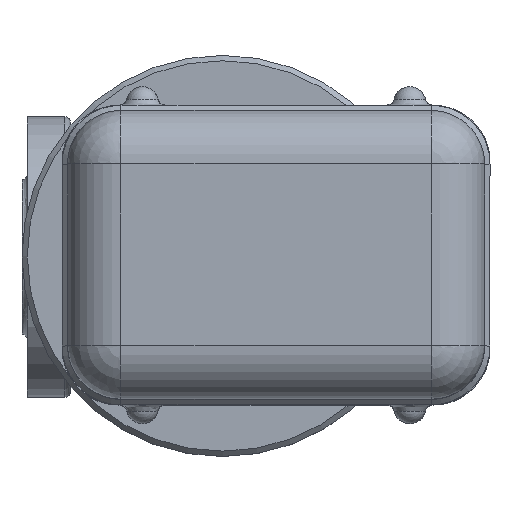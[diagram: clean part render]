
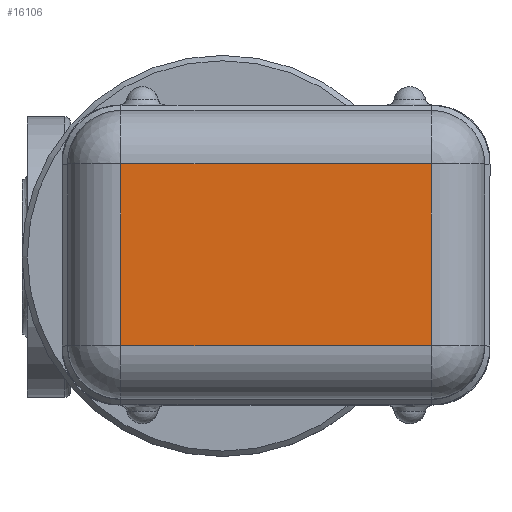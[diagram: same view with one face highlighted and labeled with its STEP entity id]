
A CAD part, top view. The second image highlights one B-rep face of the part: STEP entity #16106.
In plain terms, the highlighted planar face has unit normal (0, 0, 1).
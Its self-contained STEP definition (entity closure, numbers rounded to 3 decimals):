
#10146=CARTESIAN_POINT('',(78.,-34.,589.));
#10147=VERTEX_POINT('',#10146);
#10148=CARTESIAN_POINT('',(-38.,-34.,589.));
#10149=VERTEX_POINT('',#10148);
#10150=CARTESIAN_POINT('',(78.,-34.,589.));
#10151=DIRECTION('',(-1.0,0.0,0.0));
#10152=VECTOR('',#10151,116.);
#10153=LINE('',#10150,#10152);
#10154=EDGE_CURVE('',#10147,#10149,#10153,.T.);
#13263=CARTESIAN_POINT('',(-38.,34.,589.));
#13264=VERTEX_POINT('',#13263);
#13272=CARTESIAN_POINT('',(78.,34.,589.));
#13273=VERTEX_POINT('',#13272);
#13274=CARTESIAN_POINT('',(-38.,34.,589.));
#13275=DIRECTION('',(1.0,0.0,0.0));
#13276=VECTOR('',#13275,116.);
#13277=LINE('',#13274,#13276);
#13278=EDGE_CURVE('',#13264,#13273,#13277,.T.);
#15860=CARTESIAN_POINT('',(78.,34.,589.));
#15861=DIRECTION('',(0.0,-1.0,0.0));
#15862=VECTOR('',#15861,68.);
#15863=LINE('',#15860,#15862);
#15864=EDGE_CURVE('',#13273,#10147,#15863,.T.);
#15915=CARTESIAN_POINT('',(-38.,-34.,589.));
#15916=DIRECTION('',(0.0,1.0,0.0));
#15917=VECTOR('',#15916,68.);
#15918=LINE('',#15915,#15917);
#15919=EDGE_CURVE('',#10149,#13264,#15918,.T.);
#16095=CARTESIAN_POINT('',(20.,0.,589.));
#16096=DIRECTION('',(0.0,0.0,1.0));
#16097=DIRECTION('',(1.0,0.0,0.0));
#16098=AXIS2_PLACEMENT_3D('',#16095,#16096,#16097);
#16099=PLANE('',#16098);
#16100=ORIENTED_EDGE('',*,*,#10154,.F.);
#16101=ORIENTED_EDGE('',*,*,#15864,.F.);
#16102=ORIENTED_EDGE('',*,*,#13278,.F.);
#16103=ORIENTED_EDGE('',*,*,#15919,.F.);
#16104=EDGE_LOOP('',(#16100,#16101,#16102,#16103));
#16105=FACE_OUTER_BOUND('',#16104,.T.);
#16106=ADVANCED_FACE('',(#16105),#16099,.T.);
